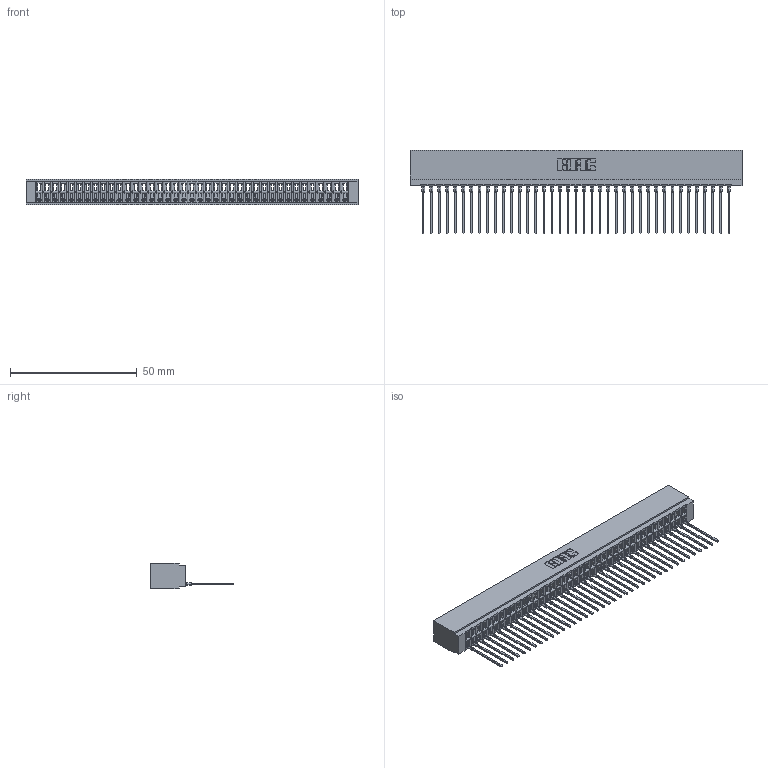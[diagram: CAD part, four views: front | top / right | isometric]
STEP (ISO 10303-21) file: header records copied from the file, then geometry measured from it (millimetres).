
FILE_DESCRIPTION (( 'STEP AP203' ), '1' );
FILE_NAME ('726-039-541-101.STEP', '2020-05-28T06:32:16', ( '' ), ( '' ), 'SwSTEP 2.0', 'SolidWorks 2020', '' );
FILE_SCHEMA (( 'CONFIG_CONTROL_DESIGN' ));
Length unit declared in the file: inch
Products named in the file (3): 726 Part_.515 Slot Depth - 01; 746-292-001_541; 726-039-541-101
Assembly tree (40 placements, depth 2):
  726-039-541-101
    726 Part_.515 Slot Depth - 01
    746-292-001_541  x39
Bounding box: 131.06 x 33.01 x 9.91 mm (x, y, z)
Volume: 11906.1 mm3; surface area: 19058 mm2
Topology: 40 solids, 40 shells, 4309 faces, 12236 edges, 7858 vertices
Faces by surface type: plane 2512, cylinder 783, bspline 780, torus 234
Entity records: 59361 total; most frequent: CARTESIAN_POINT 12036, ORIENTED_EDGE 10412, DIRECTION 8620, EDGE_CURVE 5206, LINE 4632, VECTOR 4632, VERTEX_POINT 3450, AXIS2_PLACEMENT_3D 1994
